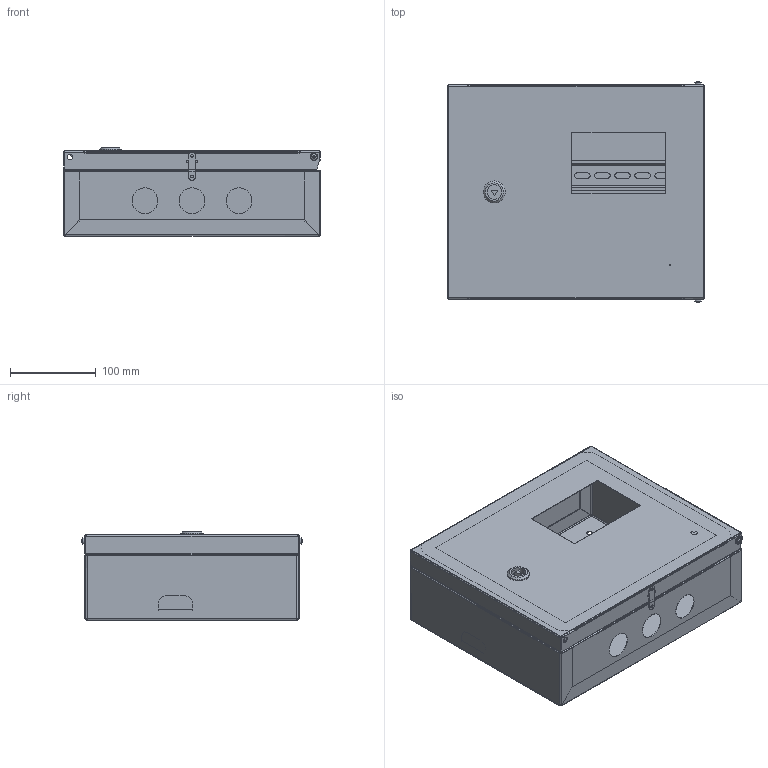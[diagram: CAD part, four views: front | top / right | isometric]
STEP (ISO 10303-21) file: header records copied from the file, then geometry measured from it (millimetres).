
FILE_DESCRIPTION (( 'STEP AP203' ), '1' );
FILE_NAME ('ÙÓ-1.1-0 äëÿ ñ÷åò÷èêà íà äèí-ðåéêó (250õ300õ100) IP54 EKF Basic.STEP', '2021-07-13T08:19:13', ( '' ), ( '' ), 'SwSTEP 2.0', 'SolidWorks 2021', '' );
FILE_SCHEMA (( 'CONFIG_CONTROL_DESIGN' ));
Length unit declared in the file: millimetre
Products named in the file (20): Ñòåíêà çàäíÿÿ â ñáîðå ÌÈ-1831.01.01.000 ÑÁ; Äâåðü â ñáîðå ÌÈ-1831.02.00.000 ÑÁ; rivet 02_din_DIN 660-5x8-St-A-2; ﾇ瑟鶴 IP54; ÏÀÊ íà äâåðü ÌÈ-1831; cross ph tapping 968_din_Screw DIN 968-ST4.2x13-C-H-N; Ïåòëÿ ùó 1_1.01.01.02; ﾄ粢 ﾌﾈ-1831.02.00.001; Ñòåíêà âåðõíÿÿ ÌÈ-1831.01.00.001; Çàêëåïêà öèëèíäðè÷åñêàÿ Ì4 ÑÒ-Á ñ âíóòðåííåé ðåçüáîé_Œ8; Êðîíøòåéí 40õ40; DIN-ðåéêà L=280; Øïèëüêà Ì6õ12; Ñòåíêà çàäíÿÿ ÌÈ-1831.01.01.001; Ñòåíêà íèæíÿÿ ÌÈ-1831.01.02.001; ÙÓ-1.1-0 äëÿ ñ÷åò÷èêà íà äèí-ðåéêó (250õ300õ100) IP54 EKF Basic; pan head cross recess screw_din_DIN EN ISO 7045 - M4 x 16 - Z - 16N; Êîðïóñ â ñáîðå ÌÈ-1831.01.00.000 ÑÁ; Ïåòëÿ; Ñòåíêà íèæíÿÿ â ñáîðå ÌÈ-1831.01.02.000 ÑÁ
Assembly tree (28 placements, depth 4):
  ÙÓ-1.1-0 äëÿ ñ÷åò÷èêà íà äèí-ðåéêó (250õ300õ100) IP54 EKF Basic
    Êîðïóñ â ñáîðå ÌÈ-1831.01.00.000 ÑÁ
      Ñòåíêà çàäíÿÿ â ñáîðå ÌÈ-1831.01.01.000 ÑÁ
        Ñòåíêà çàäíÿÿ ÌÈ-1831.01.01.001
        Øïèëüêà Ì6õ12
        Êðîíøòåéí 40õ40  x2
      Ñòåíêà âåðõíÿÿ ÌÈ-1831.01.00.001
      Ñòåíêà íèæíÿÿ â ñáîðå ÌÈ-1831.01.02.000 ÑÁ
        Ñòåíêà íèæíÿÿ ÌÈ-1831.01.02.001
        Ïåòëÿ ùó 1_1.01.01.02
      Ïåòëÿ  x2
      rivet 02_din_DIN 660-5x8-St-A-2  x4
    Äâåðü â ñáîðå ÌÈ-1831.02.00.000 ÑÁ
      ﾄ粢 ﾌﾈ-1831.02.00.001
      ÏÀÊ íà äâåðü ÌÈ-1831
      Øïèëüêà Ì6õ12
      Çàêëåïêà öèëèíäðè÷åñêàÿ Ì4 ÑÒ-Á ñ âíóòðåííåé ðåçüáîé_Œ8  x2
      ﾇ瑟鶴 IP54
    pan head cross recess screw_din_DIN EN ISO 7045 - M4 x 16 - Z - 16N  x2
    DIN-ðåéêà L=280
    cross ph tapping 968_din_Screw DIN 968-ST4.2x13-C-H-N  x2
Bounding box: 300 x 257.64 x 103.7 mm (x, y, z)
Volume: 340360.2 mm3; surface area: 672734.5 mm2
Topology: 27 solids, 27 shells, 1125 faces, 2807 edges, 1745 vertices
Faces by surface type: plane 610, cylinder 285, bspline 132, cone 44, torus 44, sphere 10
Entity records: 30173 total; most frequent: CARTESIAN_POINT 8026, ORIENTED_EDGE 4122, DIRECTION 4033, EDGE_CURVE 2061, AXIS2_PLACEMENT_3D 1366, VECTOR 1301, LINE 1301, VERTEX_POINT 1275
